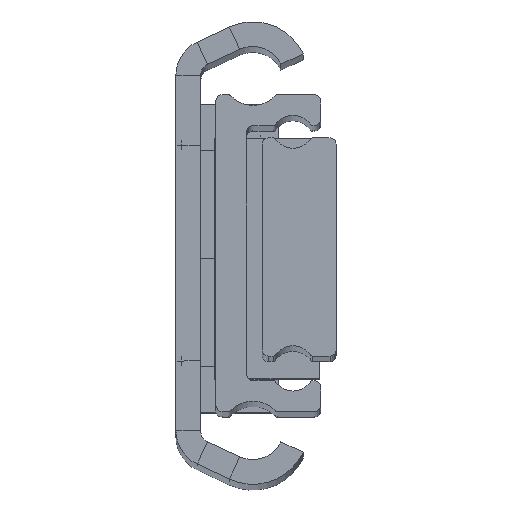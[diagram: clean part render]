
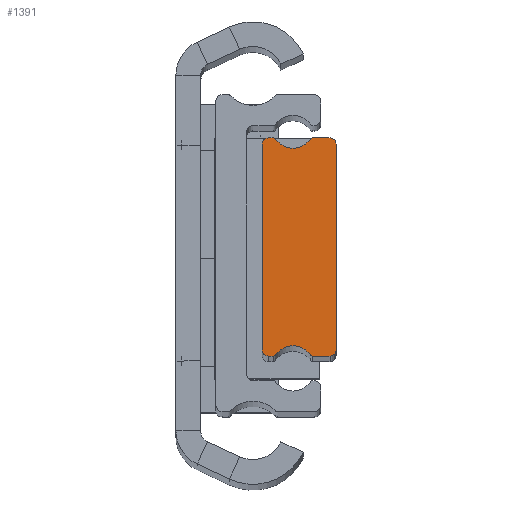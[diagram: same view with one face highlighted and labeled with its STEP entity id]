
A CAD part, top view. The second image highlights one B-rep face of the part: STEP entity #1391.
In plain terms, the highlighted planar face has unit normal (0, 0, 1).
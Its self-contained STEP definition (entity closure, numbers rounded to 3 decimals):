
#34 = ORIENTED_EDGE ( 'NONE', *, *, #1173, .T. ) ;
#114 = DIRECTION ( 'NONE',  ( 1., 0., 0. ) ) ;
#115 = AXIS2_PLACEMENT_3D ( 'NONE', #4226, #635, #1008 ) ;
#141 = CARTESIAN_POINT ( 'NONE',  ( -10.203, -17.688, 0. ) ) ;
#151 = VECTOR ( 'NONE', #2481, 1000. ) ;
#154 = EDGE_CURVE ( 'NONE', #1896, #2277, #4884, .T. ) ;
#177 = VERTEX_POINT ( 'NONE', #3832 ) ;
#254 = DIRECTION ( 'NONE',  ( 0., 0., -1. ) ) ;
#293 = CARTESIAN_POINT ( 'NONE',  ( -10.203, 17.188, 0. ) ) ;
#312 = DIRECTION ( 'NONE',  ( 1., 0., 0. ) ) ;
#346 = CARTESIAN_POINT ( 'NONE',  ( -1., 17.688, 0. ) ) ;
#387 = VERTEX_POINT ( 'NONE', #141 ) ;
#389 = CARTESIAN_POINT ( 'NONE',  ( -11., -17.687, 0. ) ) ;
#465 = ORIENTED_EDGE ( 'NONE', *, *, #3288, .T. ) ;
#496 = EDGE_CURVE ( 'NONE', #4065, #1274, #2850, .T. ) ;
#613 = DIRECTION ( 'NONE',  ( 1., 0., 0. ) ) ;
#635 = DIRECTION ( 'NONE',  ( 0., 0., 1. ) ) ;
#755 = LINE ( 'NONE', #2407, #151 ) ;
#797 = CARTESIAN_POINT ( 'NONE',  ( -11., -16.687, 0. ) ) ;
#809 = DIRECTION ( 'NONE',  ( 0., 0., 1. ) ) ;
#886 = VECTOR ( 'NONE', #114, 1000. ) ;
#973 = CARTESIAN_POINT ( 'NONE',  ( -12., -16.687, 0. ) ) ;
#1008 = DIRECTION ( 'NONE',  ( 1., 0., 0. ) ) ;
#1053 = DIRECTION ( 'NONE',  ( 0., 0., 1. ) ) ;
#1057 = DIRECTION ( 'NONE',  ( 1., 0., 0. ) ) ;
#1062 = CARTESIAN_POINT ( 'NONE',  ( -12., 16.688, 0. ) ) ;
#1173 = EDGE_CURVE ( 'NONE', #2006, #4537, #4254, .T. ) ;
#1213 = CIRCLE ( 'NONE', #4786, 1. ) ;
#1274 = VERTEX_POINT ( 'NONE', #4441 ) ;
#1354 = EDGE_CURVE ( 'NONE', #3186, #3954, #2525, .T. ) ;
#1391 = ADVANCED_FACE ( 'NONE', ( #5147 ), #1508, .T. ) ;
#1407 = CARTESIAN_POINT ( 'NONE',  ( -7., 19.412, 0. ) ) ;
#1475 = CARTESIAN_POINT ( 'NONE',  ( 0., -16.688, 0. ) ) ;
#1508 = PLANE ( 'NONE',  #2355 ) ;
#1514 = DIRECTION ( 'NONE',  ( 0., 0., 1. ) ) ;
#1555 = AXIS2_PLACEMENT_3D ( 'NONE', #2334, #254, #3506 ) ;
#1613 = DIRECTION ( 'NONE',  ( 0., 0., 1. ) ) ;
#1630 = ORIENTED_EDGE ( 'NONE', *, *, #2894, .T. ) ;
#1651 = ORIENTED_EDGE ( 'NONE', *, *, #2212, .T. ) ;
#1723 = CARTESIAN_POINT ( 'NONE',  ( -1., -17.688, 0. ) ) ;
#1814 = ORIENTED_EDGE ( 'NONE', *, *, #2829, .T. ) ;
#1852 = AXIS2_PLACEMENT_3D ( 'NONE', #3442, #5078, #2713 ) ;
#1868 = DIRECTION ( 'NONE',  ( 0., 0., 1. ) ) ;
#1896 = VERTEX_POINT ( 'NONE', #4939 ) ;
#1925 = AXIS2_PLACEMENT_3D ( 'NONE', #797, #3538, #4039 ) ;
#2006 = VERTEX_POINT ( 'NONE', #3788 ) ;
#2028 = ORIENTED_EDGE ( 'NONE', *, *, #2346, .T. ) ;
#2096 = VECTOR ( 'NONE', #2182, 1000. ) ;
#2160 = CARTESIAN_POINT ( 'NONE',  ( -3.797, -17.688, 0. ) ) ;
#2182 = DIRECTION ( 'NONE',  ( -1., 0., 0. ) ) ;
#2212 = EDGE_CURVE ( 'NONE', #387, #2866, #4098, .T. ) ;
#2230 = AXIS2_PLACEMENT_3D ( 'NONE', #1407, #3042, #1057 ) ;
#2277 = VERTEX_POINT ( 'NONE', #3230 ) ;
#2288 = DIRECTION ( 'NONE',  ( 0., 1., 0. ) ) ;
#2334 = CARTESIAN_POINT ( 'NONE',  ( -7., -19.412, 0. ) ) ;
#2343 = DIRECTION ( 'NONE',  ( 1., 0., 0. ) ) ;
#2346 = EDGE_CURVE ( 'NONE', #1274, #4079, #3836, .T. ) ;
#2355 = AXIS2_PLACEMENT_3D ( 'NONE', #3141, #4758, #2343 ) ;
#2367 = VECTOR ( 'NONE', #3171, 1000. ) ;
#2407 = CARTESIAN_POINT ( 'NONE',  ( -12., 16.688, 0. ) ) ;
#2481 = DIRECTION ( 'NONE',  ( 0., -1., 0. ) ) ;
#2525 = CIRCLE ( 'NONE', #1925, 1. ) ;
#2542 = EDGE_CURVE ( 'NONE', #4079, #2006, #2828, .T. ) ;
#2592 = ORIENTED_EDGE ( 'NONE', *, *, #496, .T. ) ;
#2634 = CARTESIAN_POINT ( 'NONE',  ( -11., -17.687, 0. ) ) ;
#2688 = DIRECTION ( 'NONE',  ( 1., 0., 0. ) ) ;
#2713 = DIRECTION ( 'NONE',  ( 1., 0., 0. ) ) ;
#2741 = CIRCLE ( 'NONE', #115, 0.5 ) ;
#2786 = VECTOR ( 'NONE', #5098, 1000. ) ;
#2795 = ORIENTED_EDGE ( 'NONE', *, *, #1354, .T. ) ;
#2828 = CIRCLE ( 'NONE', #3431, 0.5 ) ;
#2829 = EDGE_CURVE ( 'NONE', #177, #4759, #2741, .T. ) ;
#2850 = CIRCLE ( 'NONE', #3864, 0.5 ) ;
#2853 = CARTESIAN_POINT ( 'NONE',  ( -3.797, -17.688, 0. ) ) ;
#2866 = VERTEX_POINT ( 'NONE', #4628 ) ;
#2894 = EDGE_CURVE ( 'NONE', #4675, #1896, #4281, .T. ) ;
#2925 = CIRCLE ( 'NONE', #1555, 3.4 ) ;
#2938 = ORIENTED_EDGE ( 'NONE', *, *, #3325, .T. ) ;
#2955 = CIRCLE ( 'NONE', #1852, 1. ) ;
#2966 = EDGE_CURVE ( 'NONE', #4537, #4643, #1213, .T. ) ;
#3042 = DIRECTION ( 'NONE',  ( 0., 0., -1. ) ) ;
#3120 = VERTEX_POINT ( 'NONE', #1723 ) ;
#3141 = CARTESIAN_POINT ( 'NONE',  ( -11., 16.687, 0. ) ) ;
#3171 = DIRECTION ( 'NONE',  ( -1., 0., 0. ) ) ;
#3186 = VERTEX_POINT ( 'NONE', #973 ) ;
#3230 = CARTESIAN_POINT ( 'NONE',  ( -1., 17.688, 0. ) ) ;
#3288 = EDGE_CURVE ( 'NONE', #2866, #177, #2925, .T. ) ;
#3325 = EDGE_CURVE ( 'NONE', #4759, #3120, #3750, .T. ) ;
#3376 = CARTESIAN_POINT ( 'NONE',  ( -3.797, 17.688, 0. ) ) ;
#3402 = CARTESIAN_POINT ( 'NONE',  ( -9.792, 17.473, 0. ) ) ;
#3431 = AXIS2_PLACEMENT_3D ( 'NONE', #293, #1514, #5177 ) ;
#3440 = CARTESIAN_POINT ( 'NONE',  ( -10.203, 17.688, 0. ) ) ;
#3442 = CARTESIAN_POINT ( 'NONE',  ( -1., -16.688, 0. ) ) ;
#3460 = ORIENTED_EDGE ( 'NONE', *, *, #2966, .T. ) ;
#3506 = DIRECTION ( 'NONE',  ( 1., 0., 0. ) ) ;
#3538 = DIRECTION ( 'NONE',  ( 0., 0., 1. ) ) ;
#3554 = ORIENTED_EDGE ( 'NONE', *, *, #154, .T. ) ;
#3589 = LINE ( 'NONE', #346, #2367 ) ;
#3637 = CARTESIAN_POINT ( 'NONE',  ( -11., 16.687, 0. ) ) ;
#3750 = LINE ( 'NONE', #2160, #886 ) ;
#3763 = CARTESIAN_POINT ( 'NONE',  ( -11., 17.688, 0. ) ) ;
#3788 = CARTESIAN_POINT ( 'NONE',  ( -10.203, 17.688, 0. ) ) ;
#3821 = EDGE_LOOP ( 'NONE', ( #3460, #3946, #2795, #5133, #1651, #465, #1814, #2938, #4469, #1630, #3554, #5141, #2592, #2028, #4107, #34 ) ) ;
#3832 = CARTESIAN_POINT ( 'NONE',  ( -4.208, -17.473, 0. ) ) ;
#3836 = CIRCLE ( 'NONE', #2230, 3.4 ) ;
#3861 = AXIS2_PLACEMENT_3D ( 'NONE', #4683, #1868, #2688 ) ;
#3864 = AXIS2_PLACEMENT_3D ( 'NONE', #5121, #1053, #613 ) ;
#3908 = LINE ( 'NONE', #2634, #2786 ) ;
#3946 = ORIENTED_EDGE ( 'NONE', *, *, #4808, .T. ) ;
#3954 = VERTEX_POINT ( 'NONE', #389 ) ;
#3992 = CARTESIAN_POINT ( 'NONE',  ( 0., -16.688, 0. ) ) ;
#4039 = DIRECTION ( 'NONE',  ( 1., 0., 0. ) ) ;
#4065 = VERTEX_POINT ( 'NONE', #3376 ) ;
#4079 = VERTEX_POINT ( 'NONE', #3402 ) ;
#4098 = CIRCLE ( 'NONE', #5190, 0.5 ) ;
#4107 = ORIENTED_EDGE ( 'NONE', *, *, #2542, .T. ) ;
#4226 = CARTESIAN_POINT ( 'NONE',  ( -3.797, -17.188, 0. ) ) ;
#4254 = LINE ( 'NONE', #3440, #2096 ) ;
#4281 = LINE ( 'NONE', #1475, #4958 ) ;
#4441 = CARTESIAN_POINT ( 'NONE',  ( -4.208, 17.473, 0. ) ) ;
#4469 = ORIENTED_EDGE ( 'NONE', *, *, #5036, .T. ) ;
#4534 = CARTESIAN_POINT ( 'NONE',  ( -10.203, -17.188, 0. ) ) ;
#4537 = VERTEX_POINT ( 'NONE', #3763 ) ;
#4628 = CARTESIAN_POINT ( 'NONE',  ( -9.792, -17.473, 0. ) ) ;
#4643 = VERTEX_POINT ( 'NONE', #1062 ) ;
#4675 = VERTEX_POINT ( 'NONE', #3992 ) ;
#4683 = CARTESIAN_POINT ( 'NONE',  ( -1., 16.688, 0. ) ) ;
#4758 = DIRECTION ( 'NONE',  ( 0., 0., 1. ) ) ;
#4759 = VERTEX_POINT ( 'NONE', #2853 ) ;
#4786 = AXIS2_PLACEMENT_3D ( 'NONE', #3637, #1613, #312 ) ;
#4808 = EDGE_CURVE ( 'NONE', #4643, #3186, #755, .T. ) ;
#4876 = DIRECTION ( 'NONE',  ( 1., 0., 0. ) ) ;
#4884 = CIRCLE ( 'NONE', #3861, 1. ) ;
#4939 = CARTESIAN_POINT ( 'NONE',  ( 0., 16.688, 0. ) ) ;
#4958 = VECTOR ( 'NONE', #2288, 1000. ) ;
#5036 = EDGE_CURVE ( 'NONE', #3120, #4675, #2955, .T. ) ;
#5044 = EDGE_CURVE ( 'NONE', #3954, #387, #3908, .T. ) ;
#5078 = DIRECTION ( 'NONE',  ( 0., 0., 1. ) ) ;
#5098 = DIRECTION ( 'NONE',  ( 1., 0., 0. ) ) ;
#5121 = CARTESIAN_POINT ( 'NONE',  ( -3.797, 17.188, 0. ) ) ;
#5133 = ORIENTED_EDGE ( 'NONE', *, *, #5044, .T. ) ;
#5141 = ORIENTED_EDGE ( 'NONE', *, *, #5144, .T. ) ;
#5144 = EDGE_CURVE ( 'NONE', #2277, #4065, #3589, .T. ) ;
#5147 = FACE_OUTER_BOUND ( 'NONE', #3821, .T. ) ;
#5177 = DIRECTION ( 'NONE',  ( 1., 0., 0. ) ) ;
#5190 = AXIS2_PLACEMENT_3D ( 'NONE', #4534, #809, #4876 ) ;
